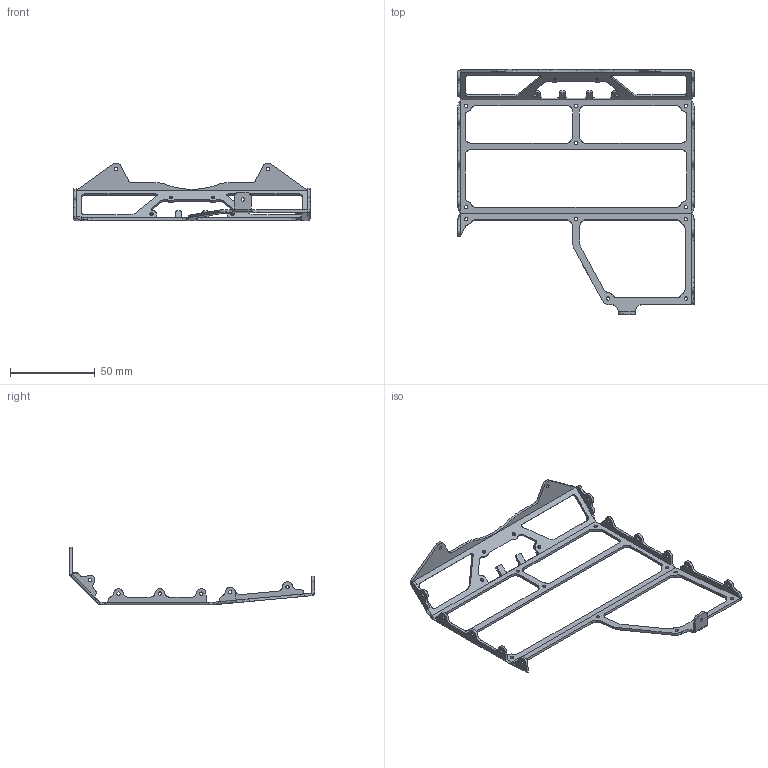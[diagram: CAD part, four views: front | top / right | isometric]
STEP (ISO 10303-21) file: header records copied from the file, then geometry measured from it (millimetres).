
FILE_DESCRIPTION (( 'STEP AP214' ), '1' );
FILE_NAME ('015_BackCoverSheet_Alu_Bend_NimbroOP_v0.1.STEP', '2012-10-07T10:45:27', ( 'schreiber' ), ( '' ), 'SwSTEP 2.0', 'SolidWorks 2012', '' );
FILE_SCHEMA (( 'AUTOMOTIVE_DESIGN' ));
Length unit declared in the file: millimetre
Products named in the file (1): 015_BackCoverSheet_Alu_Bend_NimbroOP_v0.1
Bounding box: 140 x 144.98 x 34.09 mm (x, y, z)
Volume: 10140.5 mm3; surface area: 16665.4 mm2
Topology: 1 solids, 1 shells, 315 faces, 867 edges, 554 vertices
Faces by surface type: cylinder 197, plane 110, bspline 8
Entity records: 10437 total; most frequent: CARTESIAN_POINT 1945, DIRECTION 1861, ORIENTED_EDGE 1734, EDGE_CURVE 867, AXIS2_PLACEMENT_3D 694, VERTEX_POINT 554, LINE 473, VECTOR 473
